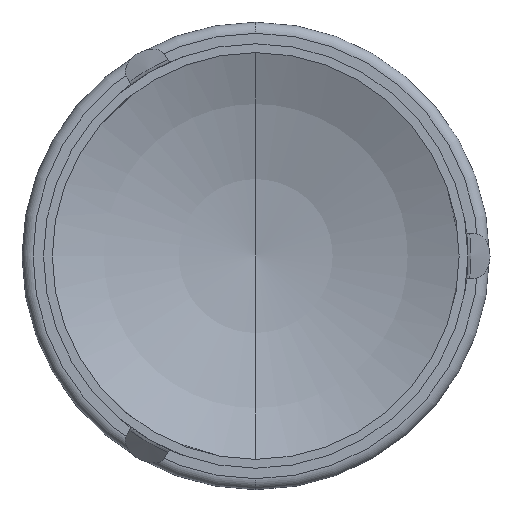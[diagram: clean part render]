
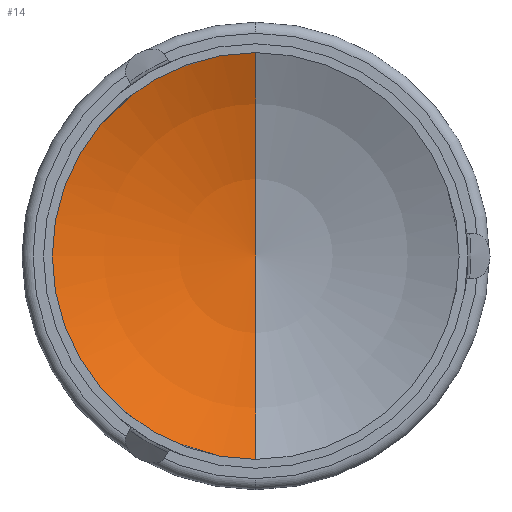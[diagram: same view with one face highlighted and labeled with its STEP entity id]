
A CAD part, front view. The second image highlights one B-rep face of the part: STEP entity #14.
In plain terms, the highlighted toroidal (fillet/blend) face has major radius 1.187 mm and minor radius 49.2 mm.
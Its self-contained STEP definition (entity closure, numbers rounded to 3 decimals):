
#14 = ADVANCED_FACE ( 'NONE', ( #1097 ), #1703, .F. ) ;
#122 = CIRCLE ( 'NONE', #1781, 49.2 ) ;
#191 = VERTEX_POINT ( 'NONE', #585 ) ;
#213 = VERTEX_POINT ( 'NONE', #778 ) ;
#379 = CARTESIAN_POINT ( 'NONE',  ( 0., 15.2, 0. ) ) ;
#485 = DIRECTION ( 'NONE',  ( 0., -1., 0. ) ) ;
#585 = CARTESIAN_POINT ( 'NONE',  ( 0., 10.28, 20.287 ) ) ;
#595 = AXIS2_PLACEMENT_3D ( 'NONE', #2013, #628, #989 ) ;
#628 = DIRECTION ( 'NONE',  ( 0., -1., 0. ) ) ;
#778 = CARTESIAN_POINT ( 'NONE',  ( 0., 10.28, -20.287 ) ) ;
#797 = DIRECTION ( 'NONE',  ( 1., 0., 0. ) ) ;
#836 = CIRCLE ( 'NONE', #1430, 49.2 ) ;
#873 = CARTESIAN_POINT ( 'NONE',  ( 0., -33.986, 1.187 ) ) ;
#989 = DIRECTION ( 'NONE',  ( 0., 0., -1. ) ) ;
#1006 = VERTEX_POINT ( 'NONE', #379 ) ;
#1097 = FACE_OUTER_BOUND ( 'NONE', #2137, .T. ) ;
#1299 = DIRECTION ( 'NONE',  ( 0., 0., -1. ) ) ;
#1324 = ORIENTED_EDGE ( 'NONE', *, *, #2044, .T. ) ;
#1360 = ORIENTED_EDGE ( 'NONE', *, *, #1629, .T. ) ;
#1412 = EDGE_CURVE ( 'NONE', #1006, #213, #122, .T. ) ;
#1430 = AXIS2_PLACEMENT_3D ( 'NONE', #2153, #797, #1299 ) ;
#1527 = DIRECTION ( 'NONE',  ( 0., 0., 1. ) ) ;
#1533 = DIRECTION ( 'NONE',  ( -1., 0., 0. ) ) ;
#1535 = CARTESIAN_POINT ( 'NONE',  ( 0., 10.28, 0. ) ) ;
#1570 = CIRCLE ( 'NONE', #1973, 20.287 ) ;
#1629 = EDGE_CURVE ( 'NONE', #1006, #191, #836, .T. ) ;
#1667 = DIRECTION ( 'NONE',  ( 0., 0., -1. ) ) ;
#1703 = TOROIDAL_SURFACE ( 'NONE', #595, -1.187, 49.2 ) ;
#1781 = AXIS2_PLACEMENT_3D ( 'NONE', #873, #1533, #1527 ) ;
#1973 = AXIS2_PLACEMENT_3D ( 'NONE', #1535, #485, #1667 ) ;
#2013 = CARTESIAN_POINT ( 'NONE',  ( 0., -33.986, 0. ) ) ;
#2044 = EDGE_CURVE ( 'NONE', #191, #213, #1570, .T. ) ;
#2064 = ORIENTED_EDGE ( 'NONE', *, *, #1412, .F. ) ;
#2137 = EDGE_LOOP ( 'NONE', ( #2064, #1360, #1324 ) ) ;
#2153 = CARTESIAN_POINT ( 'NONE',  ( 0., -33.986, -1.187 ) ) ;
